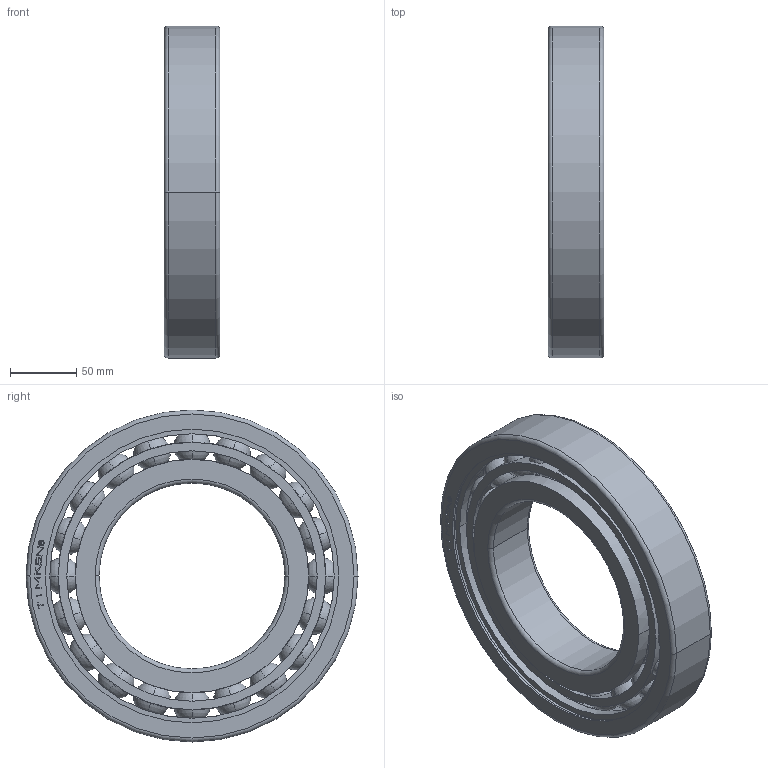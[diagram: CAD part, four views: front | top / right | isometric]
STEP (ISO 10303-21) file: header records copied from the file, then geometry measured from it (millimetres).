
FILE_DESCRIPTION(('starvars output'),'1');
FILE_NAME('6228.stp','18:21:49 2023/12/13',('TraceParts'),(' '),'Spatial InterOp 3D',' ',' ');
FILE_SCHEMA(('AUTOMOTIVE_DESIGN { 1 0 10303 214 3 1 1 }'));
Length unit declared in the file: millimetre
Products named in the file (1): 1
Bounding box: 42 x 250 x 250 mm (x, y, z)
Volume: 1091117.2 mm3; surface area: 209839.6 mm2
Topology: 3 solids, 3 shells, 380 faces, 1124 edges, 728 vertices
Faces by surface type: plane 172, torus 88, sphere 80, cylinder 40
Entity records: 18565 total; most frequent: CARTESIAN_POINT 5475, DIRECTION 2138, ORIENTED_EDGE 2088, EDGE_CURVE 1044, AXIS2_PLACEMENT_3D 831, VERTEX_POINT 728, LINE 476, VECTOR 476
